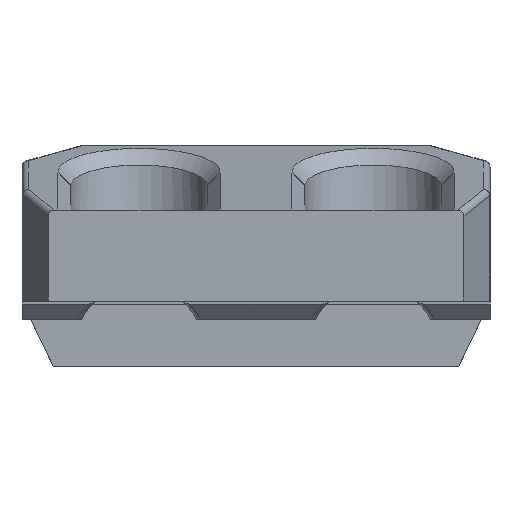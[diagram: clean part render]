
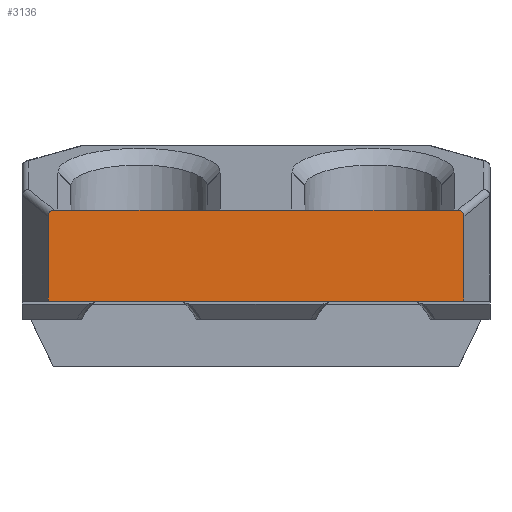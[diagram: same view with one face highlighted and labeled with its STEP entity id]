
A CAD part, top view. The second image highlights one B-rep face of the part: STEP entity #3136.
In plain terms, the highlighted planar face has unit normal (0, 0, 1).
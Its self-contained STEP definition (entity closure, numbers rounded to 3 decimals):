
#121=LINE('',#5104,#443);
#163=LINE('',#5417,#485);
#168=LINE('',#5437,#490);
#169=LINE('',#5438,#491);
#195=LINE('',#5706,#517);
#197=LINE('',#5711,#519);
#199=LINE('',#5716,#521);
#204=LINE('',#5726,#526);
#443=VECTOR('',#3769,10.);
#485=VECTOR('',#3899,10.);
#490=VECTOR('',#3904,10.);
#491=VECTOR('',#3905,10.);
#517=VECTOR('',#3979,10.);
#519=VECTOR('',#3987,10.);
#521=VECTOR('',#3993,10.);
#526=VECTOR('',#4006,10.);
#735=PLANE('',#3407);
#1014=FACE_OUTER_BOUND('',#1206,.T.);
#1206=EDGE_LOOP('',(#2616,#2617,#2618,#2619,#2620,#2621,#2622,#2623,#2624,
#2625));
#1314=ELLIPSE('',#3314,0.552,0.5);
#1322=ELLIPSE('',#3336,0.552,0.5);
#1436=VERTEX_POINT('',#5018);
#1437=VERTEX_POINT('',#5019);
#1469=VERTEX_POINT('',#5101);
#1470=VERTEX_POINT('',#5103);
#1478=VERTEX_POINT('',#5125);
#1479=VERTEX_POINT('',#5126);
#1497=VERTEX_POINT('',#5200);
#1505=VERTEX_POINT('',#5389);
#1509=VERTEX_POINT('',#5416);
#1514=VERTEX_POINT('',#5435);
#1762=EDGE_CURVE('',#1436,#1437,#1314,.T.);
#1806=EDGE_CURVE('',#1470,#1469,#121,.T.);
#1818=EDGE_CURVE('',#1478,#1479,#1322,.T.);
#1871=EDGE_CURVE('',#1479,#1509,#163,.T.);
#1877=EDGE_CURVE('',#1514,#1497,#168,.T.);
#1878=EDGE_CURVE('',#1505,#1436,#169,.T.);
#1917=EDGE_CURVE('',#1478,#1470,#195,.T.);
#1919=EDGE_CURVE('',#1497,#1505,#197,.T.);
#1922=EDGE_CURVE('',#1509,#1514,#199,.T.);
#1927=EDGE_CURVE('',#1469,#1437,#204,.T.);
#2616=ORIENTED_EDGE('',*,*,#1762,.F.);
#2617=ORIENTED_EDGE('',*,*,#1878,.F.);
#2618=ORIENTED_EDGE('',*,*,#1919,.F.);
#2619=ORIENTED_EDGE('',*,*,#1877,.F.);
#2620=ORIENTED_EDGE('',*,*,#1922,.F.);
#2621=ORIENTED_EDGE('',*,*,#1871,.F.);
#2622=ORIENTED_EDGE('',*,*,#1818,.F.);
#2623=ORIENTED_EDGE('',*,*,#1917,.T.);
#2624=ORIENTED_EDGE('',*,*,#1806,.T.);
#2625=ORIENTED_EDGE('',*,*,#1927,.T.);
#3136=ADVANCED_FACE('',(#1014),#735,.T.);
#3314=AXIS2_PLACEMENT_3D('',#5020,#3703,#3704);
#3336=AXIS2_PLACEMENT_3D('',#5127,#3790,#3791);
#3407=AXIS2_PLACEMENT_3D('',#5728,#4009,#4010);
#3703=DIRECTION('center_axis',(0.,0.,
-1.));
#3704=DIRECTION('ref_axis',(0.778,0.629,0.));
#3769=DIRECTION('',(1.,0.,0.));
#3790=DIRECTION('center_axis',(0.,0.,
-1.));
#3791=DIRECTION('ref_axis',(-0.778,0.629,0.));
#3899=DIRECTION('',(1.,0.,0.));
#3904=DIRECTION('',(1.,0.,0.));
#3905=DIRECTION('',(1.,0.,0.));
#3979=DIRECTION('',(0.,-1.,0.));
#3987=DIRECTION('',(1.,0.,0.));
#3993=DIRECTION('',(1.,0.,0.));
#4006=DIRECTION('',(0.,1.,0.));
#4009=DIRECTION('center_axis',(0.,0.,
1.));
#4010=DIRECTION('ref_axis',(-1.,0.,0.));
#5018=CARTESIAN_POINT('',(274.417,35.,469.4));
#5019=CARTESIAN_POINT('',(274.898,34.529,469.4));
#5020=CARTESIAN_POINT('Origin',(274.366,34.479,469.4));
#5101=CARTESIAN_POINT('',(274.898,28.,469.4));
#5103=CARTESIAN_POINT('',(242.902,28.,469.4));
#5104=CARTESIAN_POINT('',(240.9,28.,469.4));
#5125=CARTESIAN_POINT('',(242.902,34.529,469.4));
#5126=CARTESIAN_POINT('',(243.383,35.,469.4));
#5127=CARTESIAN_POINT('Origin',(243.434,34.479,469.4));
#5200=CARTESIAN_POINT('',(261.65,35.,469.4));
#5389=CARTESIAN_POINT('',(274.15,35.,469.4));
#5416=CARTESIAN_POINT('',(243.65,35.,469.4));
#5417=CARTESIAN_POINT('',(254.572,35.,469.4));
#5435=CARTESIAN_POINT('',(256.15,35.,469.4));
#5437=CARTESIAN_POINT('',(256.736,35.,469.4));
#5438=CARTESIAN_POINT('',(256.736,35.,469.4));
#5706=CARTESIAN_POINT('',(242.902,30.3,469.4));
#5711=CARTESIAN_POINT('',(256.736,35.,469.4));
#5716=CARTESIAN_POINT('',(254.572,35.,469.4));
#5726=CARTESIAN_POINT('',(274.898,30.3,469.4));
#5728=CARTESIAN_POINT('Origin',(258.9,34.,469.4));
